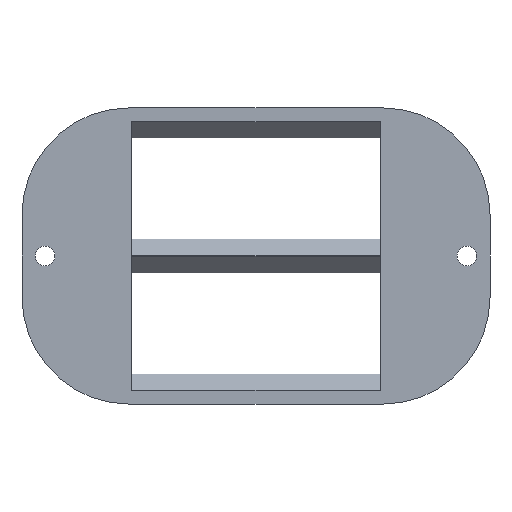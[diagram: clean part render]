
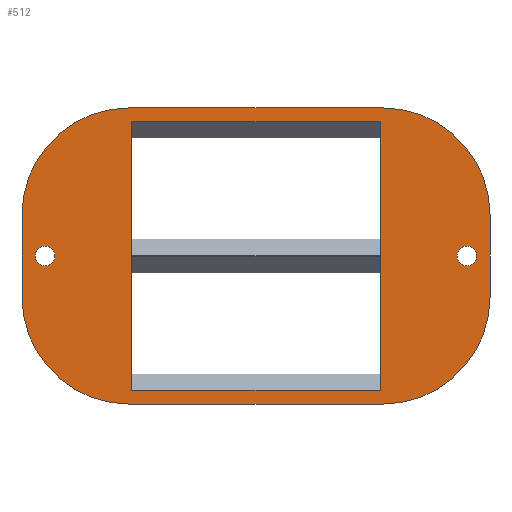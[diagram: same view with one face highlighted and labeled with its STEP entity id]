
A CAD part, front view. The second image highlights one B-rep face of the part: STEP entity #512.
In plain terms, the highlighted planar face has unit normal (0, -1, 0).
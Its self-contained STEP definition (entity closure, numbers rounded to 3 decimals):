
#17=FACE_BOUND('',#71,.T.);
#18=FACE_BOUND('',#72,.T.);
#19=FACE_BOUND('',#73,.T.);
#20=FACE_BOUND('',#74,.T.);
#25=PLANE('',#560);
#44=FACE_OUTER_BOUND('',#70,.T.);
#70=EDGE_LOOP('',(#361,#362,#363,#364,#365,#366,#367,#368));
#71=EDGE_LOOP('',(#369));
#72=EDGE_LOOP('',(#370));
#73=EDGE_LOOP('',(#371,#372,#373,#374));
#74=EDGE_LOOP('',(#375,#376,#377,#378));
#105=LINE('',#759,#161);
#106=LINE('',#763,#162);
#107=LINE('',#767,#163);
#108=LINE('',#770,#164);
#109=LINE('',#777,#165);
#110=LINE('',#779,#166);
#111=LINE('',#781,#167);
#112=LINE('',#782,#168);
#113=LINE('',#785,#169);
#114=LINE('',#787,#170);
#115=LINE('',#789,#171);
#116=LINE('',#790,#172);
#161=VECTOR('',#613,10.);
#162=VECTOR('',#616,10.);
#163=VECTOR('',#619,10.);
#164=VECTOR('',#622,10.);
#165=VECTOR('',#627,10.);
#166=VECTOR('',#628,10.);
#167=VECTOR('',#629,10.);
#168=VECTOR('',#630,10.);
#169=VECTOR('',#631,10.);
#170=VECTOR('',#632,10.);
#171=VECTOR('',#633,10.);
#172=VECTOR('',#634,10.);
#216=CIRCLE('',#559,13.);
#217=CIRCLE('',#561,13.);
#218=CIRCLE('',#562,13.);
#219=CIRCLE('',#563,13.);
#220=CIRCLE('',#564,1.2);
#221=CIRCLE('',#565,1.2);
#235=VERTEX_POINT('',#752);
#236=VERTEX_POINT('',#754);
#237=VERTEX_POINT('',#758);
#238=VERTEX_POINT('',#760);
#239=VERTEX_POINT('',#762);
#240=VERTEX_POINT('',#764);
#241=VERTEX_POINT('',#766);
#242=VERTEX_POINT('',#768);
#243=VERTEX_POINT('',#771);
#244=VERTEX_POINT('',#773);
#245=VERTEX_POINT('',#775);
#246=VERTEX_POINT('',#776);
#247=VERTEX_POINT('',#778);
#248=VERTEX_POINT('',#780);
#249=VERTEX_POINT('',#783);
#250=VERTEX_POINT('',#784);
#251=VERTEX_POINT('',#786);
#252=VERTEX_POINT('',#788);
#285=EDGE_CURVE('',#235,#236,#216,.T.);
#287=EDGE_CURVE('',#237,#235,#105,.T.);
#288=EDGE_CURVE('',#238,#237,#217,.T.);
#289=EDGE_CURVE('',#239,#238,#106,.T.);
#290=EDGE_CURVE('',#240,#239,#218,.T.);
#291=EDGE_CURVE('',#241,#240,#107,.T.);
#292=EDGE_CURVE('',#242,#241,#219,.T.);
#293=EDGE_CURVE('',#236,#242,#108,.T.);
#294=EDGE_CURVE('',#243,#243,#220,.T.);
#295=EDGE_CURVE('',#244,#244,#221,.T.);
#296=EDGE_CURVE('',#245,#246,#109,.T.);
#297=EDGE_CURVE('',#247,#245,#110,.T.);
#298=EDGE_CURVE('',#248,#247,#111,.T.);
#299=EDGE_CURVE('',#246,#248,#112,.T.);
#300=EDGE_CURVE('',#249,#250,#113,.T.);
#301=EDGE_CURVE('',#251,#249,#114,.T.);
#302=EDGE_CURVE('',#252,#251,#115,.T.);
#303=EDGE_CURVE('',#250,#252,#116,.T.);
#361=ORIENTED_EDGE('',*,*,#285,.F.);
#362=ORIENTED_EDGE('',*,*,#287,.F.);
#363=ORIENTED_EDGE('',*,*,#288,.F.);
#364=ORIENTED_EDGE('',*,*,#289,.F.);
#365=ORIENTED_EDGE('',*,*,#290,.F.);
#366=ORIENTED_EDGE('',*,*,#291,.F.);
#367=ORIENTED_EDGE('',*,*,#292,.F.);
#368=ORIENTED_EDGE('',*,*,#293,.F.);
#369=ORIENTED_EDGE('',*,*,#294,.T.);
#370=ORIENTED_EDGE('',*,*,#295,.T.);
#371=ORIENTED_EDGE('',*,*,#296,.F.);
#372=ORIENTED_EDGE('',*,*,#297,.F.);
#373=ORIENTED_EDGE('',*,*,#298,.F.);
#374=ORIENTED_EDGE('',*,*,#299,.F.);
#375=ORIENTED_EDGE('',*,*,#300,.F.);
#376=ORIENTED_EDGE('',*,*,#301,.F.);
#377=ORIENTED_EDGE('',*,*,#302,.F.);
#378=ORIENTED_EDGE('',*,*,#303,.F.);
#512=ADVANCED_FACE('',(#44,#17,#18,#19,#20),#25,.F.);
#559=AXIS2_PLACEMENT_3D('',#755,#608,#609);
#560=AXIS2_PLACEMENT_3D('',#757,#611,#612);
#561=AXIS2_PLACEMENT_3D('',#761,#614,#615);
#562=AXIS2_PLACEMENT_3D('',#765,#617,#618);
#563=AXIS2_PLACEMENT_3D('',#769,#620,#621);
#564=AXIS2_PLACEMENT_3D('',#772,#623,#624);
#565=AXIS2_PLACEMENT_3D('',#774,#625,#626);
#608=DIRECTION('center_axis',(0.,1.,0.));
#609=DIRECTION('ref_axis',(-0.707,0.,0.707));
#611=DIRECTION('center_axis',(0.,1.,0.));
#612=DIRECTION('ref_axis',(0.,0.,1.));
#613=DIRECTION('',(0.,0.,1.));
#614=DIRECTION('center_axis',(0.,1.,0.));
#615=DIRECTION('ref_axis',(-0.707,0.,-0.707));
#616=DIRECTION('',(-1.,0.,0.));
#617=DIRECTION('center_axis',(0.,1.,0.));
#618=DIRECTION('ref_axis',(0.707,0.,-0.707));
#619=DIRECTION('',(0.,0.,-1.));
#620=DIRECTION('center_axis',(0.,1.,0.));
#621=DIRECTION('ref_axis',(0.707,0.,0.707));
#622=DIRECTION('',(1.,0.,0.));
#623=DIRECTION('center_axis',(0.,1.,0.));
#624=DIRECTION('ref_axis',(1.,0.,0.));
#625=DIRECTION('center_axis',(0.,1.,0.));
#626=DIRECTION('ref_axis',(1.,0.,0.));
#627=DIRECTION('',(0.,0.,-1.));
#628=DIRECTION('',(-1.,0.,0.));
#629=DIRECTION('',(0.,0.,1.));
#630=DIRECTION('',(1.,0.,0.));
#631=DIRECTION('',(0.,0.,-1.));
#632=DIRECTION('',(-1.,0.,0.));
#633=DIRECTION('',(0.,0.,1.));
#634=DIRECTION('',(1.,0.,0.));
#752=CARTESIAN_POINT('',(-28.45,0.,5.));
#754=CARTESIAN_POINT('',(-15.45,0.,18.));
#755=CARTESIAN_POINT('Origin',(-15.45,0.,5.));
#757=CARTESIAN_POINT('Origin',(0.,0.,0.));
#758=CARTESIAN_POINT('',(-28.45,0.,-5.));
#759=CARTESIAN_POINT('',(-28.45,0.,-18.));
#760=CARTESIAN_POINT('',(-15.45,0.,-18.));
#761=CARTESIAN_POINT('Origin',(-15.45,0.,-5.));
#762=CARTESIAN_POINT('',(15.45,0.,-18.));
#763=CARTESIAN_POINT('',(28.45,0.,-18.));
#764=CARTESIAN_POINT('',(28.45,0.,-5.));
#765=CARTESIAN_POINT('Origin',(15.45,0.,-5.));
#766=CARTESIAN_POINT('',(28.45,0.,5.));
#767=CARTESIAN_POINT('',(28.45,0.,18.));
#768=CARTESIAN_POINT('',(15.45,0.,18.));
#769=CARTESIAN_POINT('Origin',(15.45,0.,5.));
#770=CARTESIAN_POINT('',(-28.45,0.,18.));
#771=CARTESIAN_POINT('',(-26.85,0.,0.));
#772=CARTESIAN_POINT('Origin',(-25.65,0.,0.));
#773=CARTESIAN_POINT('',(24.45,0.,0.));
#774=CARTESIAN_POINT('Origin',(25.65,0.,0.));
#775=CARTESIAN_POINT('',(-15.1,0.,-0.05));
#776=CARTESIAN_POINT('',(-15.1,0.,-16.35));
#777=CARTESIAN_POINT('',(-15.1,0.,-2.05));
#778=CARTESIAN_POINT('',(15.1,0.,-0.05));
#779=CARTESIAN_POINT('',(7.55,0.,-0.05));
#780=CARTESIAN_POINT('',(15.1,0.,-16.35));
#781=CARTESIAN_POINT('',(15.1,0.,-14.35));
#782=CARTESIAN_POINT('',(-7.55,0.,-16.35));
#783=CARTESIAN_POINT('',(-15.1,0.,16.35));
#784=CARTESIAN_POINT('',(-15.1,0.,0.05));
#785=CARTESIAN_POINT('',(-15.1,0.,14.35));
#786=CARTESIAN_POINT('',(15.1,0.,16.35));
#787=CARTESIAN_POINT('',(7.55,0.,16.35));
#788=CARTESIAN_POINT('',(15.1,0.,0.05));
#789=CARTESIAN_POINT('',(15.1,0.,2.05));
#790=CARTESIAN_POINT('',(-7.55,0.,0.05));
